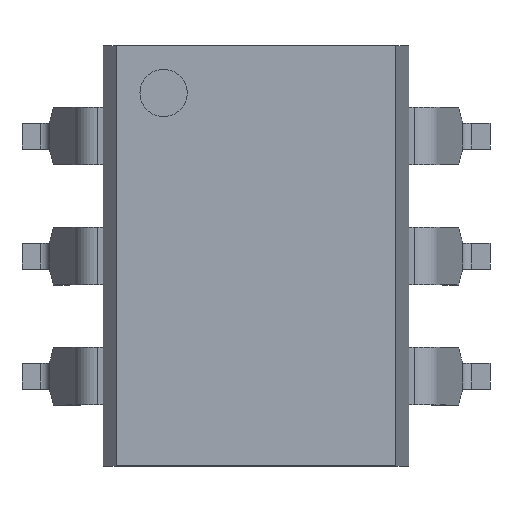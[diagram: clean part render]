
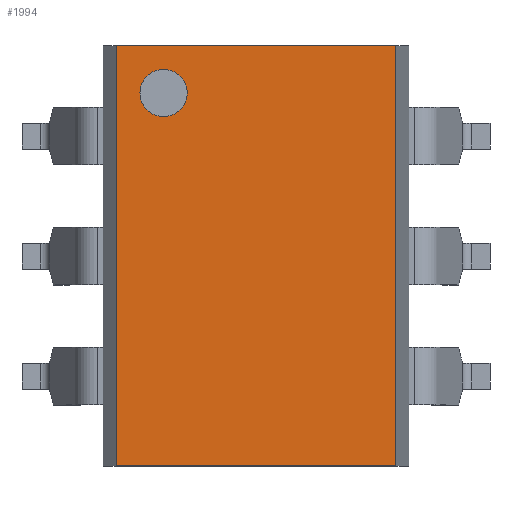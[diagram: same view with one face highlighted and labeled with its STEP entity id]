
A CAD part, top view. The second image highlights one B-rep face of the part: STEP entity #1994.
In plain terms, the highlighted planar face has unit normal (0, 0, 1).
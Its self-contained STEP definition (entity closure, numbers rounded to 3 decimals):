
#16=FACE_BOUND($,#243,.T.);
#60=CIRCLE($,#2137,0.5);
#121=FACE_OUTER_BOUND($,#242,.T.);
#242=EDGE_LOOP($,(#1390,#1391,#1392,#1393));
#243=EDGE_LOOP($,(#1394));
#379=LINE($,#2961,#619);
#380=LINE($,#2963,#620);
#381=LINE($,#2965,#621);
#382=LINE($,#2966,#622);
#619=VECTOR($,#2379,5.911);
#620=VECTOR($,#2380,8.89);
#621=VECTOR($,#2381,5.911);
#622=VECTOR($,#2382,8.89);
#852=VERTEX_POINT($,#2955);
#853=VERTEX_POINT($,#2959);
#854=VERTEX_POINT($,#2960);
#855=VERTEX_POINT($,#2962);
#856=VERTEX_POINT($,#2964);
#1054=EDGE_CURVE($,#852,#852,#60,.T.);
#1055=EDGE_CURVE($,#853,#854,#379,.T.);
#1056=EDGE_CURVE($,#855,#854,#380,.T.);
#1057=EDGE_CURVE($,#855,#856,#381,.T.);
#1058=EDGE_CURVE($,#856,#853,#382,.T.);
#1390=ORIENTED_EDGE($,*,*,#1055,.T.);
#1391=ORIENTED_EDGE($,*,*,#1056,.F.);
#1392=ORIENTED_EDGE($,*,*,#1057,.T.);
#1393=ORIENTED_EDGE($,*,*,#1058,.T.);
#1394=ORIENTED_EDGE($,*,*,#1054,.T.);
#1894=PLANE($,#2139);
#1994=ADVANCED_FACE($,(#121,#16),#1894,.T.);
#2137=AXIS2_PLACEMENT_3D($,#2956,#2373,#2374);
#2139=AXIS2_PLACEMENT_3D($,#2958,#2377,#2378);
#2373=DIRECTION('center_axis',(0.,0.,-1.));
#2374=DIRECTION('ref_axis',(-1.,0.,0.));
#2377=DIRECTION('center_axis',(0.,0.,1.));
#2378=DIRECTION('ref_axis',(1.,0.,0.));
#2379=DIRECTION($,(-1.,0.,0.));
#2380=DIRECTION($,(0.,1.,0.));
#2381=DIRECTION($,(1.,0.,0.));
#2382=DIRECTION($,(0.,1.,0.));
#2955=CARTESIAN_POINT('',(-1.456,3.445,5.08));
#2956=CARTESIAN_POINT('Origin',(-1.956,3.445,5.08));
#2958=CARTESIAN_POINT('Origin',(3.156,-6.225,5.08));
#2959=CARTESIAN_POINT('',(2.956,4.445,5.08));
#2960=CARTESIAN_POINT('',(-2.956,4.445,5.08));
#2961=CARTESIAN_POINT($,(-3.156,4.445,5.08));
#2962=CARTESIAN_POINT('',(-2.956,-4.445,5.08));
#2963=CARTESIAN_POINT($,(-2.956,-6.225,5.08));
#2964=CARTESIAN_POINT('',(2.956,-4.445,5.08));
#2965=CARTESIAN_POINT($,(-3.156,-4.445,5.08));
#2966=CARTESIAN_POINT($,(2.956,-6.225,5.08));
